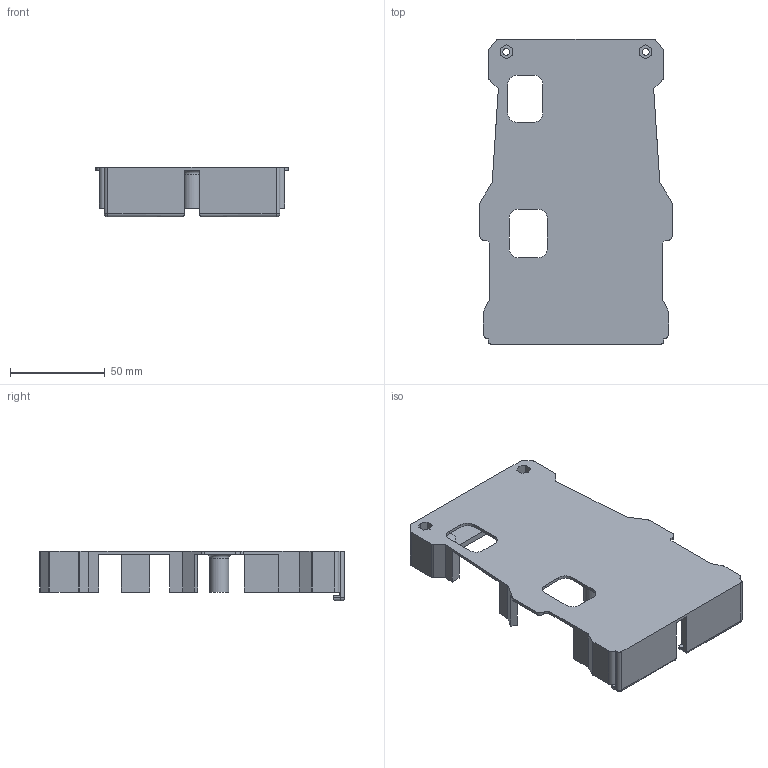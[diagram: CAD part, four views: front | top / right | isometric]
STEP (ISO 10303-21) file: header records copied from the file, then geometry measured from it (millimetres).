
FILE_DESCRIPTION(/* description */ ('STEP AP242 Edition 2','CAx-IF Rec.Pracs.---Representation and Presentation of Product Manufacturing Information (PMI)---4.0---2014-10-13','CAx-IF Rec.Pracs.---3D Tessellated Geometry---0.4---2014-09-14','2;1','CAx-IF Rec.Pracs.---User Defined Attributes---1.5---2016-08-15'),/* implementation_level */ '2;1');
FILE_NAME(/* name */ '6923bb8f27168b1b938d638c',/* time_stamp */ '2025-11-24T01:57:36Z',/* author */ (''),/* organization */ (''),/* preprocessor_version */ 'ST-DEVELOPER v20',/* originating_system */ 'ONSHAPE BY PTC INC, 1.207',/* authorisation */ ' ');
FILE_SCHEMA (('AP242_MANAGED_MODEL_BASED_3D_ENGINEERING_MIM_LF { 1 0 10303 442 3 1 4 }'));
Length unit declared in the file: metre
Products named in the file (1): Part 8
Bounding box: 101.5 x 161.05 x 26.2 mm (x, y, z)
Volume: 58046.8 mm3; surface area: 45771.4 mm2
Topology: 1 solids, 1 shells, 142 faces, 408 edges, 267 vertices
Faces by surface type: plane 96, cylinder 39, torus 7
Full cylindrical faces by diameter (mm): 3.2 x2, 3.6 x2, 10 x1
Entity records: 4621 total; most frequent: CARTESIAN_POINT 852, ORIENTED_EDGE 788, DIRECTION 755, EDGE_CURVE 394, LINE 311, VECTOR 311, VERTEX_POINT 263, AXIS2_PLACEMENT_3D 222
